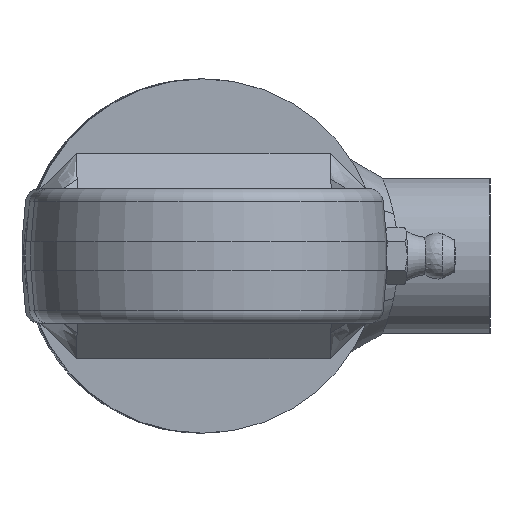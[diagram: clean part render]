
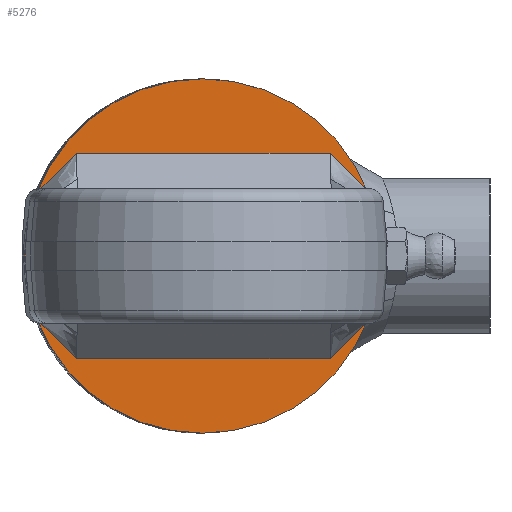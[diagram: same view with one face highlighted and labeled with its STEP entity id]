
A CAD part, left-side view. The second image highlights one B-rep face of the part: STEP entity #5276.
In plain terms, the highlighted face is planar.
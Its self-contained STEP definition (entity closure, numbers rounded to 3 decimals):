
#281=CIRCLE('',#5854,25.);
#689=FACE_OUTER_BOUND('',#1012,.T.);
#1012=EDGE_LOOP('',(#3833));
#2339=VERTEX_POINT('',#10884);
#2896=EDGE_CURVE('',#2339,#2339,#281,.T.);
#3833=ORIENTED_EDGE('',*,*,#2896,.F.);
#5066=PLANE('',#5860);
#5276=ADVANCED_FACE('',(#689),#5066,.F.);
#5854=AXIS2_PLACEMENT_3D('',#10886,#6564,#6565);
#5860=AXIS2_PLACEMENT_3D('',#10895,#6577,#6578);
#6564=DIRECTION('center_axis',(1.,0.,0.));
#6565=DIRECTION('ref_axis',(0.,1.,0.));
#6577=DIRECTION('center_axis',(1.,0.,0.));
#6578=DIRECTION('ref_axis',(0.,0.,-1.));
#10884=CARTESIAN_POINT('',(0.,-25.,0.));
#10886=CARTESIAN_POINT('Origin',(0.,0.,0.));
#10895=CARTESIAN_POINT('Origin',(0.,0.,0.));
